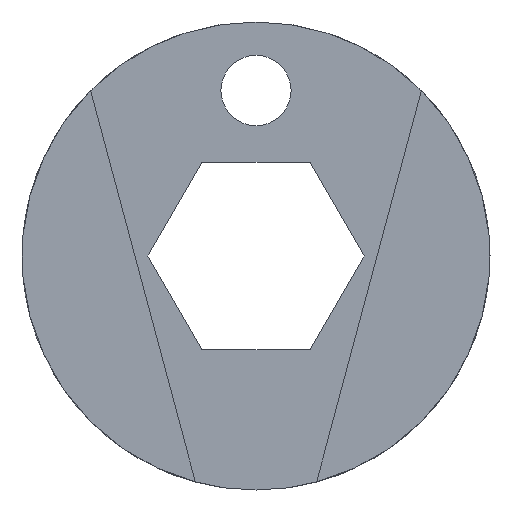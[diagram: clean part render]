
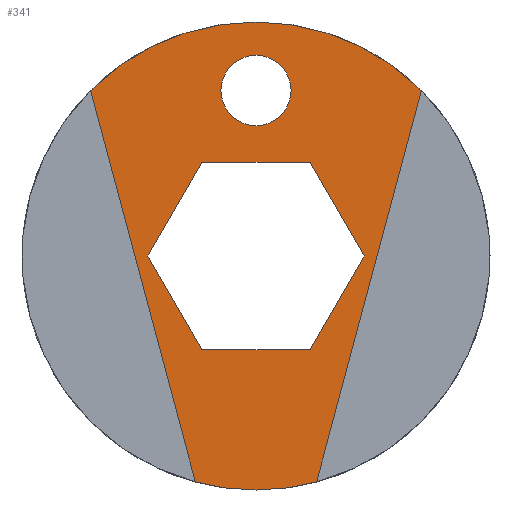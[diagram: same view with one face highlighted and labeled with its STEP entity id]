
A CAD part, front view. The second image highlights one B-rep face of the part: STEP entity #341.
In plain terms, the highlighted planar face has unit normal (0, -1, 0).
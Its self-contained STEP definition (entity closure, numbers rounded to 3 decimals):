
#2 = AXIS2_PLACEMENT_3D ( 'NONE', #359, #137, #501 ) ;
#5 = VERTEX_POINT ( 'NONE', #290 ) ;
#6 = EDGE_CURVE ( 'NONE', #117, #164, #372, .T. ) ;
#12 = CARTESIAN_POINT ( 'NONE',  ( 29.725, 0., -7.965 ) ) ;
#13 = VECTOR ( 'NONE', #194, 1000. ) ;
#16 = ORIENTED_EDGE ( 'NONE', *, *, #309, .F. ) ;
#18 = CARTESIAN_POINT ( 'NONE',  ( 11.547, 0., 20. ) ) ;
#23 = AXIS2_PLACEMENT_3D ( 'NONE', #545, #540, #404 ) ;
#27 = EDGE_CURVE ( 'NONE', #549, #479, #233, .T. ) ;
#31 = ORIENTED_EDGE ( 'NONE', *, *, #181, .F. ) ;
#43 = PLANE ( 'NONE',  #94 ) ;
#61 = VECTOR ( 'NONE', #200, 1000. ) ;
#67 = VECTOR ( 'NONE', #255, 1000. ) ;
#75 = AXIS2_PLACEMENT_3D ( 'NONE', #227, #173, #184 ) ;
#80 = CARTESIAN_POINT ( 'NONE',  ( 11.547, 0., 20. ) ) ;
#87 = EDGE_LOOP ( 'NONE', ( #96, #104 ) ) ;
#89 = EDGE_CURVE ( 'NONE', #228, #168, #512, .T. ) ;
#90 = FACE_BOUND ( 'NONE', #87, .T. ) ;
#93 = VERTEX_POINT ( 'NONE', #345 ) ;
#94 = AXIS2_PLACEMENT_3D ( 'NONE', #270, #316, #223 ) ;
#96 = ORIENTED_EDGE ( 'NONE', *, *, #521, .T. ) ;
#104 = ORIENTED_EDGE ( 'NONE', *, *, #89, .T. ) ;
#106 = DIRECTION ( 'NONE',  ( -0.5, 0., -0.866 ) ) ;
#113 = LINE ( 'NONE', #80, #67 ) ;
#117 = VERTEX_POINT ( 'NONE', #342 ) ;
#119 = CIRCLE ( 'NONE', #373, 50. ) ;
#122 = DIRECTION ( 'NONE',  ( 0.5, 0., 0.866 ) ) ;
#123 = ORIENTED_EDGE ( 'NONE', *, *, #415, .F. ) ;
#136 = LINE ( 'NONE', #310, #526 ) ;
#137 = DIRECTION ( 'NONE',  ( 0., 1., 0. ) ) ;
#144 = ORIENTED_EDGE ( 'NONE', *, *, #356, .F. ) ;
#156 = CARTESIAN_POINT ( 'NONE',  ( 11.547, 0., -20. ) ) ;
#157 = VERTEX_POINT ( 'NONE', #351 ) ;
#161 = EDGE_CURVE ( 'NONE', #195, #343, #528, .T. ) ;
#164 = VERTEX_POINT ( 'NONE', #386 ) ;
#168 = VERTEX_POINT ( 'NONE', #481 ) ;
#173 = DIRECTION ( 'NONE',  ( 0., 1., 0. ) ) ;
#177 = EDGE_CURVE ( 'NONE', #422, #5, #113, .T. ) ;
#179 = DIRECTION ( 'NONE',  ( 0., 0., 1. ) ) ;
#180 = EDGE_LOOP ( 'NONE', ( #16, #390, #264, #490, #482, #144 ) ) ;
#181 = EDGE_CURVE ( 'NONE', #157, #195, #292, .T. ) ;
#184 = DIRECTION ( 'NONE',  ( 0., 0., 1. ) ) ;
#193 = CIRCLE ( 'NONE', #23, 50. ) ;
#194 = DIRECTION ( 'NONE',  ( -0.259, 0., -0.966 ) ) ;
#195 = VERTEX_POINT ( 'NONE', #475 ) ;
#198 = EDGE_CURVE ( 'NONE', #93, #164, #119, .T. ) ;
#200 = DIRECTION ( 'NONE',  ( -0.5, 0., 0.866 ) ) ;
#202 = EDGE_CURVE ( 'NONE', #479, #93, #364, .T. ) ;
#205 = CARTESIAN_POINT ( 'NONE',  ( 23.094, 0., 0. ) ) ;
#213 = DIRECTION ( 'NONE',  ( 0., 0., 1. ) ) ;
#216 = CARTESIAN_POINT ( 'NONE',  ( 0., 0., 27.855 ) ) ;
#223 = DIRECTION ( 'NONE',  ( 0., 0., 1. ) ) ;
#227 = CARTESIAN_POINT ( 'NONE',  ( 0., 0., 0. ) ) ;
#228 = VERTEX_POINT ( 'NONE', #216 ) ;
#232 = CARTESIAN_POINT ( 'NONE',  ( 0., 0., 50. ) ) ;
#233 = LINE ( 'NONE', #12, #13 ) ;
#239 = VECTOR ( 'NONE', #122, 1000. ) ;
#244 = CARTESIAN_POINT ( 'NONE',  ( -29.725, 0., -7.965 ) ) ;
#249 = CARTESIAN_POINT ( 'NONE',  ( 0., 0., 0. ) ) ;
#250 = ORIENTED_EDGE ( 'NONE', *, *, #578, .F. ) ;
#255 = DIRECTION ( 'NONE',  ( -1., 0., 0. ) ) ;
#264 = ORIENTED_EDGE ( 'NONE', *, *, #198, .F. ) ;
#270 = CARTESIAN_POINT ( 'NONE',  ( 0., 0., 0. ) ) ;
#289 = VECTOR ( 'NONE', #561, 1000. ) ;
#290 = CARTESIAN_POINT ( 'NONE',  ( -11.547, 0., 20. ) ) ;
#292 = LINE ( 'NONE', #470, #392 ) ;
#293 = ORIENTED_EDGE ( 'NONE', *, *, #325, .F. ) ;
#297 = DIRECTION ( 'NONE',  ( 1., 0., 0. ) ) ;
#299 = LINE ( 'NONE', #205, #61 ) ;
#306 = CARTESIAN_POINT ( 'NONE',  ( -23.094, 0., 0. ) ) ;
#307 = CARTESIAN_POINT ( 'NONE',  ( 0., 0., 35.355 ) ) ;
#309 = EDGE_CURVE ( 'NONE', #117, #378, #193, .T. ) ;
#310 = CARTESIAN_POINT ( 'NONE',  ( -23.094, 0., 0. ) ) ;
#316 = DIRECTION ( 'NONE',  ( 0., 1., 0. ) ) ;
#319 = ORIENTED_EDGE ( 'NONE', *, *, #161, .F. ) ;
#325 = EDGE_CURVE ( 'NONE', #579, #157, #136, .T. ) ;
#337 = CIRCLE ( 'NONE', #489, 7.5 ) ;
#341 = ADVANCED_FACE ( 'NONE', ( #493, #90, #442 ), #43, .F. ) ;
#342 = CARTESIAN_POINT ( 'NONE',  ( -39.924, 0., 30.1 ) ) ;
#343 = VERTEX_POINT ( 'NONE', #403 ) ;
#345 = CARTESIAN_POINT ( 'NONE',  ( 0., 0., -50. ) ) ;
#351 = CARTESIAN_POINT ( 'NONE',  ( -11.547, 0., -20. ) ) ;
#356 = EDGE_CURVE ( 'NONE', #378, #549, #416, .T. ) ;
#359 = CARTESIAN_POINT ( 'NONE',  ( 0., 0., 0. ) ) ;
#364 = CIRCLE ( 'NONE', #75, 50. ) ;
#371 = LINE ( 'NONE', #551, #409 ) ;
#372 = LINE ( 'NONE', #244, #289 ) ;
#373 = AXIS2_PLACEMENT_3D ( 'NONE', #249, #500, #179 ) ;
#376 = EDGE_LOOP ( 'NONE', ( #250, #319, #31, #293, #123, #591 ) ) ;
#378 = VERTEX_POINT ( 'NONE', #232 ) ;
#379 = DIRECTION ( 'NONE',  ( 0., 1., 0. ) ) ;
#386 = CARTESIAN_POINT ( 'NONE',  ( -19.525, 0., -46.03 ) ) ;
#390 = ORIENTED_EDGE ( 'NONE', *, *, #6, .T. ) ;
#392 = VECTOR ( 'NONE', #297, 1000. ) ;
#403 = CARTESIAN_POINT ( 'NONE',  ( 23.094, 0., 0. ) ) ;
#404 = DIRECTION ( 'NONE',  ( 0., 0., 1. ) ) ;
#409 = VECTOR ( 'NONE', #106, 1000. ) ;
#415 = EDGE_CURVE ( 'NONE', #5, #579, #371, .T. ) ;
#416 = CIRCLE ( 'NONE', #2, 50. ) ;
#422 = VERTEX_POINT ( 'NONE', #18 ) ;
#437 = DIRECTION ( 'NONE',  ( 0., 1., 0. ) ) ;
#442 = FACE_OUTER_BOUND ( 'NONE', #180, .T. ) ;
#453 = CARTESIAN_POINT ( 'NONE',  ( 19.525, 0., -46.03 ) ) ;
#470 = CARTESIAN_POINT ( 'NONE',  ( -11.547, 0., -20. ) ) ;
#475 = CARTESIAN_POINT ( 'NONE',  ( 11.547, 0., -20. ) ) ;
#479 = VERTEX_POINT ( 'NONE', #453 ) ;
#481 = CARTESIAN_POINT ( 'NONE',  ( 0., 0., 42.855 ) ) ;
#482 = ORIENTED_EDGE ( 'NONE', *, *, #27, .F. ) ;
#489 = AXIS2_PLACEMENT_3D ( 'NONE', #530, #379, #573 ) ;
#490 = ORIENTED_EDGE ( 'NONE', *, *, #202, .F. ) ;
#493 = FACE_BOUND ( 'NONE', #376, .T. ) ;
#496 = DIRECTION ( 'NONE',  ( 0.5, 0., -0.866 ) ) ;
#500 = DIRECTION ( 'NONE',  ( 0., 1., 0. ) ) ;
#501 = DIRECTION ( 'NONE',  ( 0., 0., 1. ) ) ;
#512 = CIRCLE ( 'NONE', #562, 7.5 ) ;
#521 = EDGE_CURVE ( 'NONE', #168, #228, #337, .T. ) ;
#526 = VECTOR ( 'NONE', #496, 1000. ) ;
#528 = LINE ( 'NONE', #156, #239 ) ;
#530 = CARTESIAN_POINT ( 'NONE',  ( 0., 0., 35.355 ) ) ;
#540 = DIRECTION ( 'NONE',  ( 0., 1., 0. ) ) ;
#545 = CARTESIAN_POINT ( 'NONE',  ( 0., 0., 0. ) ) ;
#549 = VERTEX_POINT ( 'NONE', #566 ) ;
#551 = CARTESIAN_POINT ( 'NONE',  ( -11.547, 0., 20. ) ) ;
#561 = DIRECTION ( 'NONE',  ( 0.259, 0., -0.966 ) ) ;
#562 = AXIS2_PLACEMENT_3D ( 'NONE', #307, #437, #213 ) ;
#566 = CARTESIAN_POINT ( 'NONE',  ( 39.924, 0., 30.1 ) ) ;
#573 = DIRECTION ( 'NONE',  ( 0., 0., 1. ) ) ;
#578 = EDGE_CURVE ( 'NONE', #343, #422, #299, .T. ) ;
#579 = VERTEX_POINT ( 'NONE', #306 ) ;
#591 = ORIENTED_EDGE ( 'NONE', *, *, #177, .F. ) ;
